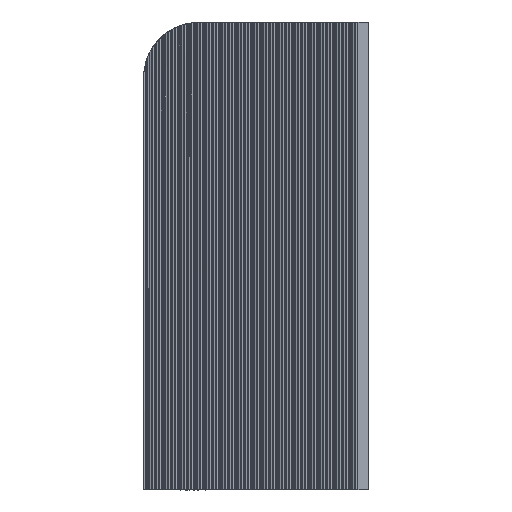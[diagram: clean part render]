
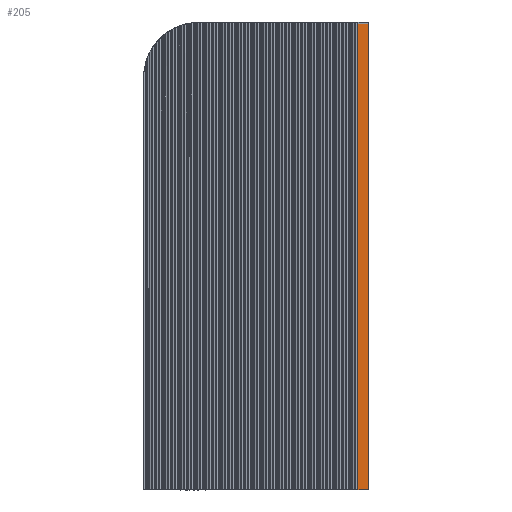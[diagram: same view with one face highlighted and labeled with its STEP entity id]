
A CAD part, front view. The second image highlights one B-rep face of the part: STEP entity #205.
In plain terms, the highlighted face is planar.
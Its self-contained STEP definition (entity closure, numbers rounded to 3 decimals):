
#205=ADVANCED_FACE('',(#911),#11950,.T.);
#911=FACE_OUTER_BOUND('',#1623,.T.);
#1623=EDGE_LOOP('',(#2831,#2832,#2833,#2834));
#2831=ORIENTED_EDGE('',*,*,#6698,.F.);
#2832=ORIENTED_EDGE('',*,*,#6584,.F.);
#2833=ORIENTED_EDGE('',*,*,#6697,.T.);
#2834=ORIENTED_EDGE('',*,*,#6616,.T.);
#6584=EDGE_CURVE('',#10684,#10685,#8588,.T.);
#6616=EDGE_CURVE('',#10744,#10743,#8620,.T.);
#6697=EDGE_CURVE('',#10684,#10744,#8691,.T.);
#6698=EDGE_CURVE('',#10685,#10743,#8692,.T.);
#8588=B_SPLINE_CURVE_WITH_KNOTS('',1,(#15306,#15307),.UNSPECIFIED.,.F.,
 .F.,(2,2),(0.,47.5),.UNSPECIFIED.);
#8620=B_SPLINE_CURVE_WITH_KNOTS('',1,(#15370,#15371),.UNSPECIFIED.,.F.,
 .F.,(2,2),(-47.5,0.),.UNSPECIFIED.);
#8691=B_SPLINE_CURVE_WITH_KNOTS('',1,(#15542,#15543),.UNSPECIFIED.,.F.,
 .F.,(2,2),(-2100.,0.),.UNSPECIFIED.);
#8692=B_SPLINE_CURVE_WITH_KNOTS('',1,(#15544,#15545),.UNSPECIFIED.,.F.,
 .F.,(2,2),(-2100.,0.),.UNSPECIFIED.);
#10684=VERTEX_POINT('',#14723);
#10685=VERTEX_POINT('',#14724);
#10743=VERTEX_POINT('',#14782);
#10744=VERTEX_POINT('',#14783);
#11950=PLANE('',#12822);
#12822=AXIS2_PLACEMENT_3D('',#14593,#13540,$);
#13540=DIRECTION('',(-1.,0.,0.));
#14593=CARTESIAN_POINT('',(-2728.292,731.481,-1260.));
#14723=CARTESIAN_POINT('',(-2728.292,783.731,1050.));
#14724=CARTESIAN_POINT('',(-2728.292,736.231,1050.));
#14782=CARTESIAN_POINT('',(-2728.292,736.231,-1050.));
#14783=CARTESIAN_POINT('',(-2728.292,783.731,-1050.));
#15306=CARTESIAN_POINT('',(-2728.292,783.731,1050.));
#15307=CARTESIAN_POINT('',(-2728.292,736.231,1050.));
#15370=CARTESIAN_POINT('',(-2728.292,783.731,-1050.));
#15371=CARTESIAN_POINT('',(-2728.292,736.231,-1050.));
#15542=CARTESIAN_POINT('',(-2728.292,783.731,1050.));
#15543=CARTESIAN_POINT('',(-2728.292,783.731,-1050.));
#15544=CARTESIAN_POINT('',(-2728.292,736.231,1050.));
#15545=CARTESIAN_POINT('',(-2728.292,736.231,-1050.));
